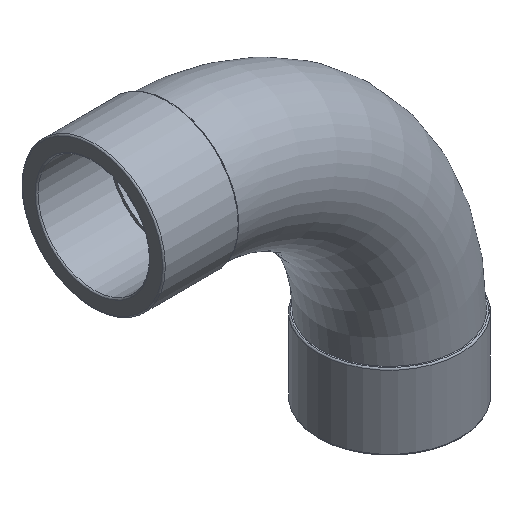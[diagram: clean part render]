
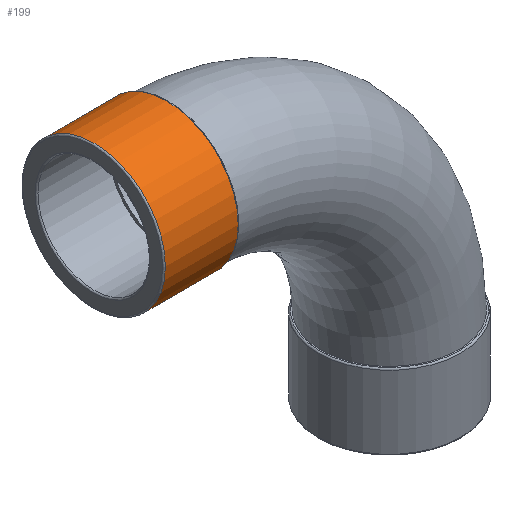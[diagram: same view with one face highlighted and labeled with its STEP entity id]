
A CAD part, isometric view. The second image highlights one B-rep face of the part: STEP entity #199.
In plain terms, the highlighted cylindrical face has radius 25.5 mm (diameter 51 mm), a full revolution.
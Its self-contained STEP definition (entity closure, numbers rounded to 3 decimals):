
#24=CYLINDRICAL_SURFACE('',#224,25.5);
#31=FACE_BOUND('',#72,.T.);
#49=FACE_OUTER_BOUND('',#71,.T.);
#71=EDGE_LOOP('',(#159));
#72=EDGE_LOOP('',(#160));
#103=CIRCLE('',#223,25.5);
#104=CIRCLE('',#225,25.5);
#120=VERTEX_POINT('',#399);
#121=VERTEX_POINT('',#402);
#138=EDGE_CURVE('',#120,#120,#103,.T.);
#139=EDGE_CURVE('',#121,#121,#104,.T.);
#159=ORIENTED_EDGE('',*,*,#139,.F.);
#160=ORIENTED_EDGE('',*,*,#138,.F.);
#199=ADVANCED_FACE('',(#49,#31),#24,.T.);
#223=AXIS2_PLACEMENT_3D('',#400,#267,#268);
#224=AXIS2_PLACEMENT_3D('',#401,#269,#270);
#225=AXIS2_PLACEMENT_3D('',#403,#271,#272);
#267=DIRECTION('center_axis',(1.,0.,0.));
#268=DIRECTION('ref_axis',(0.,0.,1.));
#269=DIRECTION('center_axis',(-1.,0.,0.));
#270=DIRECTION('ref_axis',(0.,0.,1.));
#271=DIRECTION('center_axis',(-1.,0.,0.));
#272=DIRECTION('ref_axis',(0.,0.,1.));
#399=CARTESIAN_POINT('',(-79.5,0.,80.5));
#400=CARTESIAN_POINT('Origin',(-79.5,0.,106.));
#401=CARTESIAN_POINT('Origin',(-106.,0.,106.));
#402=CARTESIAN_POINT('',(-105.5,0.,80.5));
#403=CARTESIAN_POINT('Origin',(-105.5,0.,106.));
